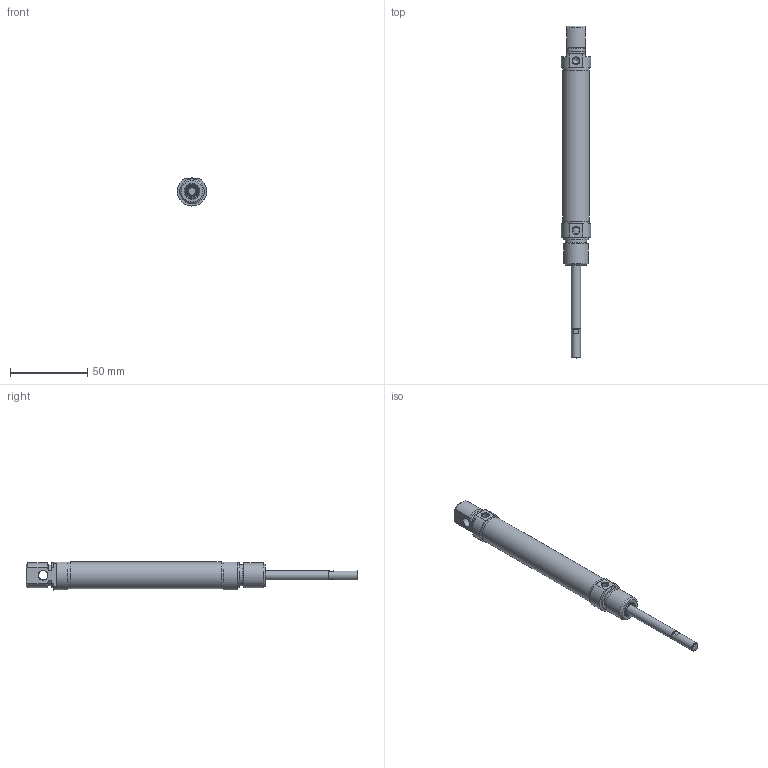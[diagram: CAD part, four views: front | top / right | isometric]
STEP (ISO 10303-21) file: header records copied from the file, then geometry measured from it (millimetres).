
FILE_DESCRIPTION(/* description */ (''),/* implementation_level */ '2;1');
FILE_NAME(/* name */ 'C-M-016-0040R.stp',/* time_stamp */ '2019-08-20T13:04:28+02:00',/* author */ (''),/* organization */ (''),/* preprocessor_version */ 'ST-DEVELOPER v15.2',/* originating_system */ 'Autodesk Translator Framework v2.0.0.5431',/* authorisation */ '');
FILE_SCHEMA (('AUTOMOTIVE_DESIGN { 1 0 10303 214 3 1 1 }'));
Length unit declared in the file: centimetre
Products named in the file (1): (Unsaved)
Bounding box: 18.95 x 214.5 x 18.14 mm (x, y, z)
Volume: 17215 mm3; surface area: 17309.3 mm2
Topology: 4 solids, 4 shells, 98 faces, 205 edges, 130 vertices
Faces by surface type: plane 40, cylinder 28, cone 23, torus 7
Full cylindrical faces by diameter (mm): 4 x1, 4.134 x2, 5.9 x1, 6 x2, 6.5 x1, 7.1 x1, 9 x1, 9.1 x1, 11.1 x1, 11.2 x1, 13.7 x1, 16 x3, 17.2 x2, 17.27 x1
Entity records: 2348 total; most frequent: DIRECTION 428, CARTESIAN_POINT 414, ORIENTED_EDGE 296, AXIS2_PLACEMENT_3D 190, EDGE_LOOP 162, EDGE_CURVE 148, VERTEX_POINT 118, FACE_OUTER_BOUND 98
